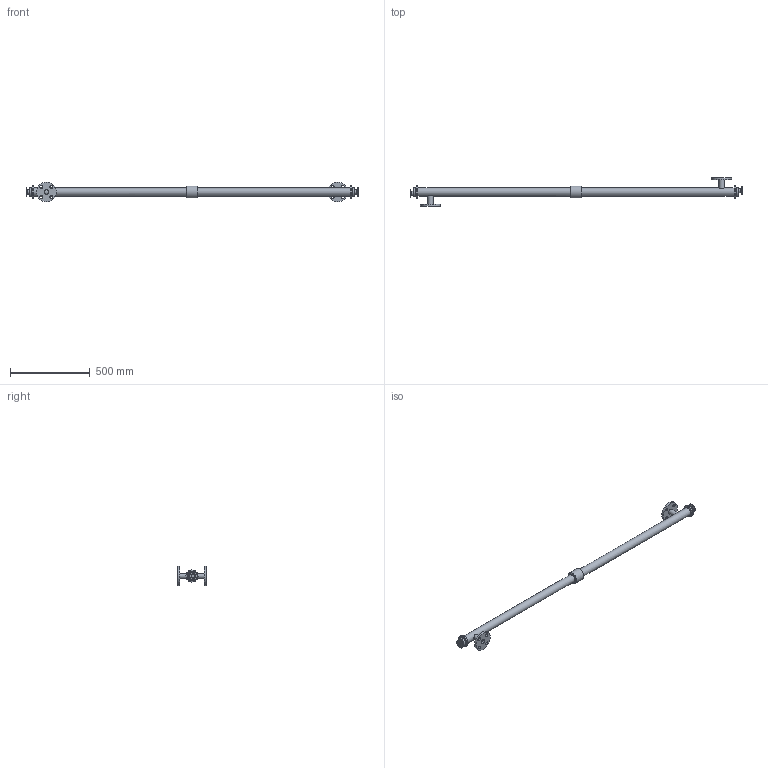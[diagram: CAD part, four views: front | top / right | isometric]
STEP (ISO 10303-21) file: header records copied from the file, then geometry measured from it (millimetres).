
FILE_DESCRIPTION(/* description */ (''),/* implementation_level */ '2;1');
FILE_NAME(/* name */ 'HE20-25A-10.stp',/* time_stamp */ '2024-04-23T13:20:24+09:00',/* author */ ('autocad33'),/* organization */ (''),/* preprocessor_version */ 'ST-DEVELOPER v19.2',/* originating_system */ 'Autodesk Inventor 2023',/* authorisation */ '');
FILE_SCHEMA (('AUTOMOTIVE_DESIGN { 1 0 10303 214 3 1 1 }'));
Length unit declared in the file: millimetre
Products named in the file (1): HE20-15A-10-07
Bounding box: 2088 x 180 x 125 mm (x, y, z)
Volume: 4719267.7 mm3; surface area: 443980.3 mm2
Topology: 1 solids, 1 shells, 61 faces, 121 edges, 81 vertices
Faces by surface type: cylinder 29, plane 20, cone 8, torus 4
Full cylindrical faces by diameter (mm): 19 x8, 23 x2, 25.4 x2, 28.4 x2, 34 x2, 50.5 x2, 50.7 x2, 50.8 x2, 75 x1, 76 x2, 125 x2
Entity records: 1893 total; most frequent: CARTESIAN_POINT 481, DIRECTION 312, ORIENTED_EDGE 242, AXIS2_PLACEMENT_3D 138, EDGE_CURVE 121, EDGE_LOOP 96, VERTEX_POINT 81, CIRCLE 76
